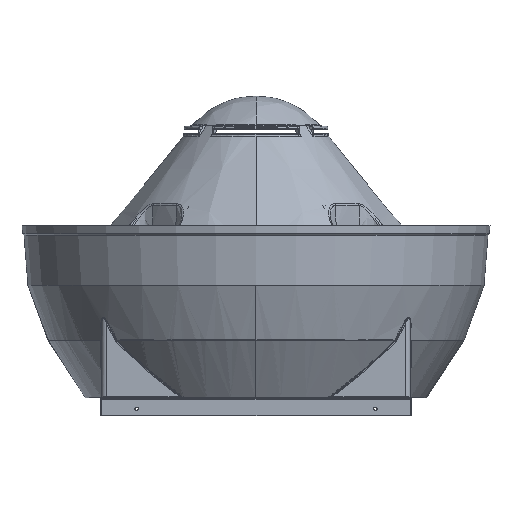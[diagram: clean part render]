
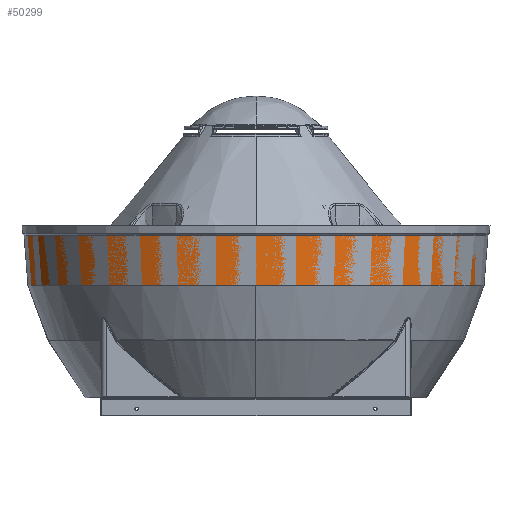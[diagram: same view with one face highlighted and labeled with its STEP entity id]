
A CAD part, left-side view. The second image highlights one B-rep face of the part: STEP entity #50299.
In plain terms, the highlighted conical face has half-angle 4.5 degrees and reference radius 477.5 mm.
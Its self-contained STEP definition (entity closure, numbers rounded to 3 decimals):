
#2099 = LINE ( 'NONE', #51020, #11874 ) ;
#3199 = EDGE_CURVE ( 'NONE', #4111, #10025, #47630, .T. ) ;
#3507 = ORIENTED_EDGE ( 'NONE', *, *, #3199, .F. ) ;
#3518 = ORIENTED_EDGE ( 'NONE', *, *, #54383, .T. ) ;
#4111 = VERTEX_POINT ( 'NONE', #40893 ) ;
#6342 = CARTESIAN_POINT ( 'NONE',  ( 0., 235.504, 0. ) ) ;
#9196 = VECTOR ( 'NONE', #9237, 1000. ) ;
#9237 = DIRECTION ( 'NONE',  ( 0.078, 0.997, 0. ) ) ;
#9290 = DIRECTION ( 'NONE',  ( -1., 0., 0. ) ) ;
#10025 = VERTEX_POINT ( 'NONE', #45347 ) ;
#10998 = DIRECTION ( 'NONE',  ( 0., -1., 0. ) ) ;
#11874 = VECTOR ( 'NONE', #12229, 1000. ) ;
#12229 = DIRECTION ( 'NONE',  ( -0.078, 0.997, 0. ) ) ;
#13210 = ORIENTED_EDGE ( 'NONE', *, *, #58504, .T. ) ;
#14451 = EDGE_CURVE ( 'NONE', #27401, #4111, #35138, .T. ) ;
#18264 = CARTESIAN_POINT ( 'NONE',  ( 477.5, 235.504, 0. ) ) ;
#19376 = DIRECTION ( 'NONE',  ( 0., 1., 0. ) ) ;
#21490 = CARTESIAN_POINT ( 'NONE',  ( 0., 340.171, 0. ) ) ;
#27401 = VERTEX_POINT ( 'NONE', #35552 ) ;
#30890 = FACE_OUTER_BOUND ( 'NONE', #60806, .T. ) ;
#34208 = CIRCLE ( 'NONE', #59993, 485.738 ) ;
#34692 = CONICAL_SURFACE ( 'NONE', #60389, 477.5, 0.079 ) ;
#35138 = CIRCLE ( 'NONE', #48091, 477.5 ) ;
#35552 = CARTESIAN_POINT ( 'NONE',  ( -477.5, 235.504, 0. ) ) ;
#38354 = CARTESIAN_POINT ( 'NONE',  ( 0., 235.504, 0. ) ) ;
#40893 = CARTESIAN_POINT ( 'NONE',  ( 477.5, 235.504, 0. ) ) ;
#45336 = DIRECTION ( 'NONE',  ( 0., -1., 0. ) ) ;
#45347 = CARTESIAN_POINT ( 'NONE',  ( 485.738, 340.171, 0. ) ) ;
#46173 = CARTESIAN_POINT ( 'NONE',  ( -485.738, 340.171, 0. ) ) ;
#46344 = VERTEX_POINT ( 'NONE', #46173 ) ;
#47630 = LINE ( 'NONE', #18264, #9196 ) ;
#48091 = AXIS2_PLACEMENT_3D ( 'NONE', #6342, #10998, #53960 ) ;
#50299 = ADVANCED_FACE ( 'NONE', ( #30890 ), #34692, .T. ) ;
#51020 = CARTESIAN_POINT ( 'NONE',  ( -477.5, 235.504, 0. ) ) ;
#52315 = ORIENTED_EDGE ( 'NONE', *, *, #14451, .F. ) ;
#53960 = DIRECTION ( 'NONE',  ( 1., 0., 0. ) ) ;
#54383 = EDGE_CURVE ( 'NONE', #27401, #46344, #2099, .T. ) ;
#58504 = EDGE_CURVE ( 'NONE', #46344, #10025, #34208, .T. ) ;
#59993 = AXIS2_PLACEMENT_3D ( 'NONE', #21490, #45336, #60117 ) ;
#60117 = DIRECTION ( 'NONE',  ( 1., 0., 0. ) ) ;
#60389 = AXIS2_PLACEMENT_3D ( 'NONE', #38354, #19376, #9290 ) ;
#60806 = EDGE_LOOP ( 'NONE', ( #3507, #52315, #3518, #13210 ) ) ;
